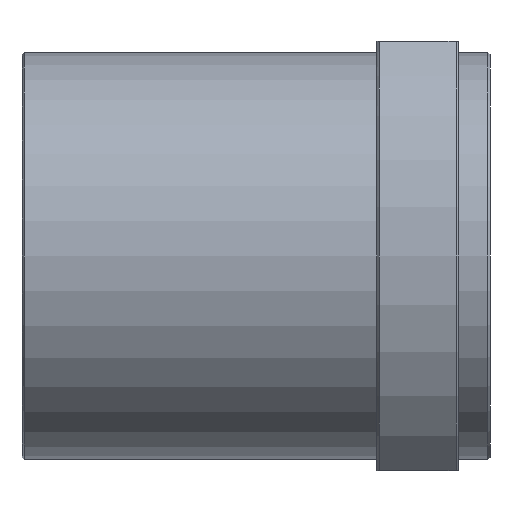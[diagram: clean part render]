
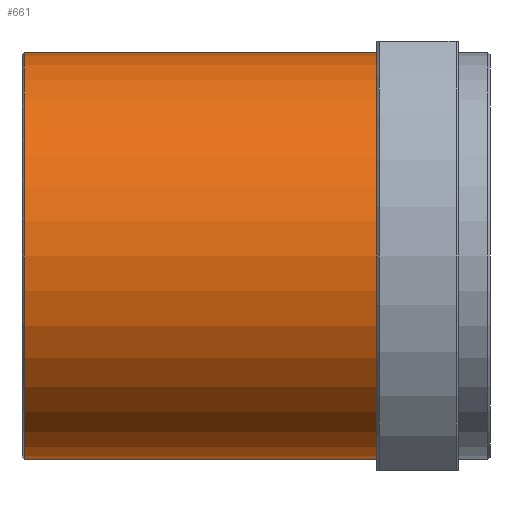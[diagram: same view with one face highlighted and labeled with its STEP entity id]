
A CAD part, front view. The second image highlights one B-rep face of the part: STEP entity #661.
In plain terms, the highlighted cylindrical face has radius 45 mm (diameter 90 mm), a full revolution.
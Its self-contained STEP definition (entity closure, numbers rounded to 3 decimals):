
#16 = EDGE_CURVE ( 'NONE', #342, #342, #266, .T. ) ;
#58 = CARTESIAN_POINT ( 'NONE',  ( 78.5, 0., 45. ) ) ;
#105 = DIRECTION ( 'NONE',  ( 1., 0., 0. ) ) ;
#181 = DIRECTION ( 'NONE',  ( -1., 0., 0. ) ) ;
#222 = DIRECTION ( 'NONE',  ( -1., 0., 0. ) ) ;
#246 = FACE_OUTER_BOUND ( 'NONE', #440, .T. ) ;
#266 = CIRCLE ( 'NONE', #815, 45. ) ;
#342 = VERTEX_POINT ( 'NONE', #398 ) ;
#344 = CARTESIAN_POINT ( 'NONE',  ( 0.5, 0., 0. ) ) ;
#398 = CARTESIAN_POINT ( 'NONE',  ( 0.5, 0., -45. ) ) ;
#437 = CARTESIAN_POINT ( 'NONE',  ( 78.5, 0., 0. ) ) ;
#440 = EDGE_LOOP ( 'NONE', ( #872 ) ) ;
#466 = AXIS2_PLACEMENT_3D ( 'NONE', #552, #181, #475 ) ;
#475 = DIRECTION ( 'NONE',  ( 0., 0., 1. ) ) ;
#520 = DIRECTION ( 'NONE',  ( 0., 0., 1. ) ) ;
#552 = CARTESIAN_POINT ( 'NONE',  ( 0., 0., 0. ) ) ;
#609 = CYLINDRICAL_SURFACE ( 'NONE', #466, 45. ) ;
#620 = ORIENTED_EDGE ( 'NONE', *, *, #725, .T. ) ;
#648 = EDGE_LOOP ( 'NONE', ( #620 ) ) ;
#661 = ADVANCED_FACE ( 'NONE', ( #246, #916 ), #609, .T. ) ;
#718 = AXIS2_PLACEMENT_3D ( 'NONE', #437, #222, #520 ) ;
#725 = EDGE_CURVE ( 'NONE', #730, #730, #813, .T. ) ;
#730 = VERTEX_POINT ( 'NONE', #58 ) ;
#813 = CIRCLE ( 'NONE', #718, 45. ) ;
#815 = AXIS2_PLACEMENT_3D ( 'NONE', #344, #105, #850 ) ;
#850 = DIRECTION ( 'NONE',  ( 0., 0., -1. ) ) ;
#872 = ORIENTED_EDGE ( 'NONE', *, *, #16, .T. ) ;
#916 = FACE_OUTER_BOUND ( 'NONE', #648, .T. ) ;
